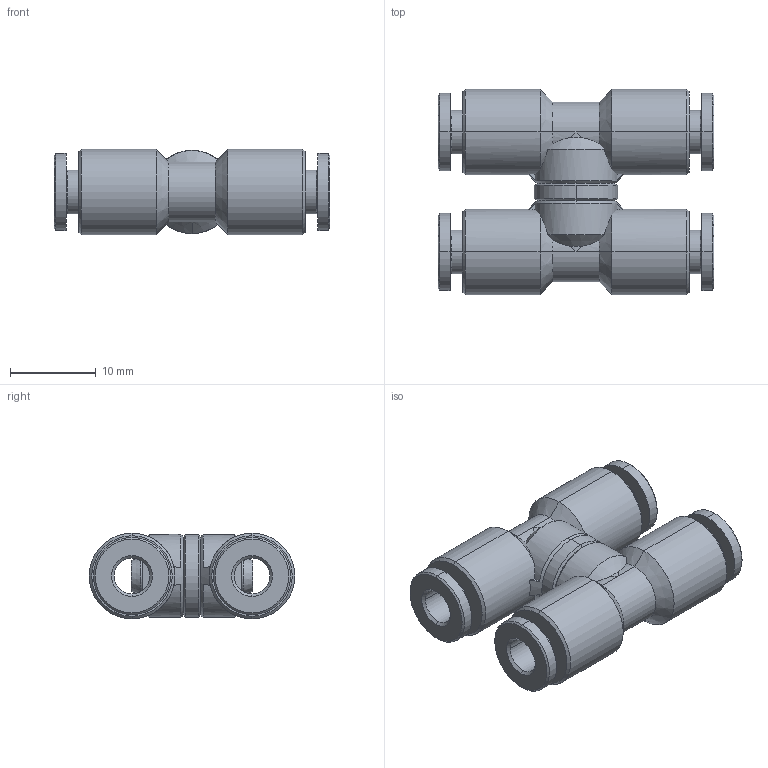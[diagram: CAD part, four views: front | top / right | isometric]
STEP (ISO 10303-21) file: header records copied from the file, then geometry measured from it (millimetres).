
FILE_DESCRIPTION (( 'STEP AP203' ), '1' );
FILE_NAME ('B0360010.STEP', '2012-08-27T08:41:08', ( 'UT1' ), ( 'sopra-pneumatic' ), 'SwSTEP 2.0', 'SolidWorks 2011', '' );
FILE_SCHEMA (( 'CONFIG_CONTROL_DESIGN' ));
Length unit declared in the file: millimetre
Products named in the file (1): B0360010
Bounding box: 32.2 x 24 x 10 mm (x, y, z)
Volume: 3764.7 mm3; surface area: 3526.7 mm2
Topology: 1 solids, 1 shells, 174 faces, 414 edges, 254 vertices
Faces by surface type: cylinder 62, cone 62, plane 50
Entity records: 5207 total; most frequent: CARTESIAN_POINT 1083, DIRECTION 888, ORIENTED_EDGE 828, EDGE_CURVE 414, AXIS2_PLACEMENT_3D 355, VERTEX_POINT 254, EDGE_LOOP 192, CIRCLE 180
